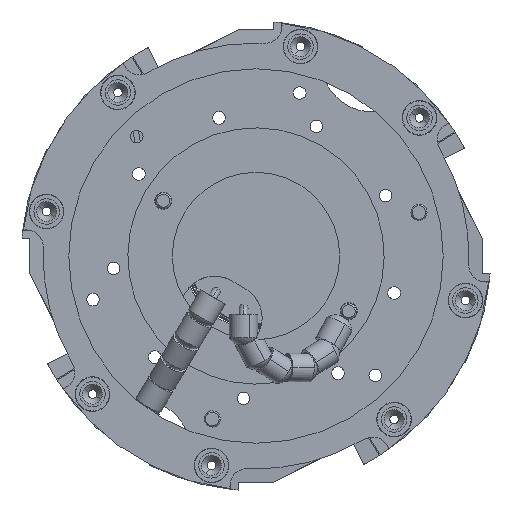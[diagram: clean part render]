
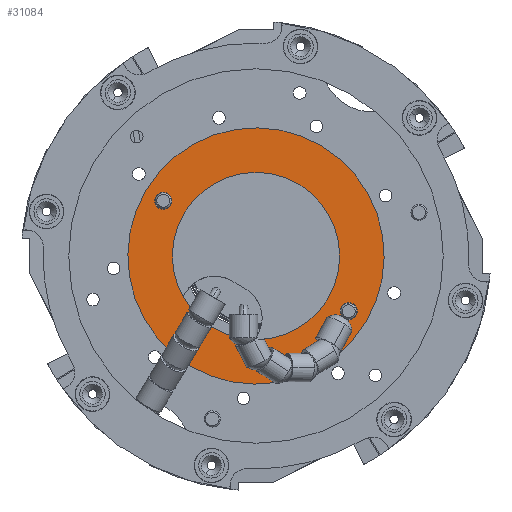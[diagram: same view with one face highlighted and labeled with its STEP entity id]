
A CAD part, front view. The second image highlights one B-rep face of the part: STEP entity #31084.
In plain terms, the highlighted planar face has unit normal (0, -1, 0).
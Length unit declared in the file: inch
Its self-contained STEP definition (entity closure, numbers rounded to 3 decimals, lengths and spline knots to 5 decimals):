
#533 = CARTESIAN_POINT ( 'NONE',  ( 0.35971, -0.06, -0.17773 ) ) ;
#1084 = CARTESIAN_POINT ( 'NONE',  ( -0.24294, -0.06, -0.40817 ) ) ;
#1117 = CARTESIAN_POINT ( 'NONE',  ( 0.24294, -0.06, 0.40817 ) ) ;
#1124 = CARTESIAN_POINT ( 'NONE',  ( -0.35971, -0.06, 0.17773 ) ) ;
#1130 = CARTESIAN_POINT ( 'NONE',  ( 0.32774, -0.06, -0.23143 ) ) ;
#1135 = CARTESIAN_POINT ( 'NONE',  ( -0.15855, -0.06, -0.26639 ) ) ;
#1158 = CARTESIAN_POINT ( 'NONE',  ( -0.32774, -0.06, 0.23143 ) ) ;
#1189 = CARTESIAN_POINT ( 'NONE',  ( 0.15855, -0.06, 0.26639 ) ) ;
#3813 = CARTESIAN_POINT ( 'NONE',  ( 0., -0.06, 0. ) ) ;
#3820 = DIRECTION ( 'NONE',  ( 0., -1., 0. ) ) ;
#3821 = DIRECTION ( 'NONE',  ( 0.511, 0., 0.859 ) ) ;
#3834 = CARTESIAN_POINT ( 'NONE',  ( 0., -0.06, 0. ) ) ;
#3835 = DIRECTION ( 'NONE',  ( 0., -1., 0. ) ) ;
#3836 = DIRECTION ( 'NONE',  ( 0.511, 0., 0.859 ) ) ;
#3837 = CARTESIAN_POINT ( 'NONE',  ( -0.34373, -0.06, 0.20458 ) ) ;
#3839 = DIRECTION ( 'NONE',  ( 0., -1., 0. ) ) ;
#3840 = DIRECTION ( 'NONE',  ( 0.511, 0., 0.859 ) ) ;
#3841 = CARTESIAN_POINT ( 'NONE',  ( -0.34373, -0.06, 0.20458 ) ) ;
#3843 = DIRECTION ( 'NONE',  ( 0., -1., 0. ) ) ;
#3844 = DIRECTION ( 'NONE',  ( 0.511, 0., 0.859 ) ) ;
#3847 = CARTESIAN_POINT ( 'NONE',  ( 0., -0.06, 0. ) ) ;
#3848 = DIRECTION ( 'NONE',  ( 0., -1., 0. ) ) ;
#3849 = DIRECTION ( 'NONE',  ( 0.511, 0., 0.859 ) ) ;
#3850 = CARTESIAN_POINT ( 'NONE',  ( 0.34373, -0.06, -0.20458 ) ) ;
#3853 = CARTESIAN_POINT ( 'NONE',  ( 0.34373, -0.06, -0.20458 ) ) ;
#3855 = DIRECTION ( 'NONE',  ( 0., -1., 0. ) ) ;
#3856 = DIRECTION ( 'NONE',  ( 0.511, 0., 0.859 ) ) ;
#3860 = DIRECTION ( 'NONE',  ( 0., -1., 0. ) ) ;
#3861 = DIRECTION ( 'NONE',  ( 0.511, 0., 0.859 ) ) ;
#3890 = CARTESIAN_POINT ( 'NONE',  ( 0., -0.06, 0. ) ) ;
#3898 = DIRECTION ( 'NONE',  ( 0., -1., 0. ) ) ;
#3899 = DIRECTION ( 'NONE',  ( 0.511, 0., 0.859 ) ) ;
#6099 = VERTEX_POINT ( 'NONE', #533 ) ;
#6114 = VERTEX_POINT ( 'NONE', #1189 ) ;
#6120 = VERTEX_POINT ( 'NONE', #1158 ) ;
#6127 = VERTEX_POINT ( 'NONE', #1135 ) ;
#6129 = VERTEX_POINT ( 'NONE', #1130 ) ;
#6132 = VERTEX_POINT ( 'NONE', #1124 ) ;
#6136 = VERTEX_POINT ( 'NONE', #1117 ) ;
#6150 = VERTEX_POINT ( 'NONE', #1084 ) ;
#18255 = AXIS2_PLACEMENT_3D ( 'NONE', #28807, #28894, #28895 ) ;
#20463 = FACE_OUTER_BOUND ( 'NONE', #44018, .T. ) ;
#20472 = FACE_BOUND ( 'NONE', #44013, .T. ) ;
#20474 = FACE_BOUND ( 'NONE', #44090, .T. ) ;
#20476 = FACE_BOUND ( 'NONE', #44012, .T. ) ;
#28807 = CARTESIAN_POINT ( 'NONE',  ( 0., -0.06, 0. ) ) ;
#28883 = PLANE ( 'NONE',  #18255 ) ;
#28894 = DIRECTION ( 'NONE',  ( 0., 1., 0. ) ) ;
#28895 = DIRECTION ( 'NONE',  ( 0.511, 0., 0.859 ) ) ;
#29793 = ORIENTED_EDGE ( 'NONE', *, *, #41345, .F. ) ;
#30023 = ORIENTED_EDGE ( 'NONE', *, *, #41343, .F. ) ;
#30025 = ORIENTED_EDGE ( 'NONE', *, *, #41349, .F. ) ;
#30026 = ORIENTED_EDGE ( 'NONE', *, *, #41366, .F. ) ;
#30027 = ORIENTED_EDGE ( 'NONE', *, *, #41336, .F. ) ;
#30050 = ORIENTED_EDGE ( 'NONE', *, *, #41351, .F. ) ;
#30089 = ORIENTED_EDGE ( 'NONE', *, *, #41347, .T. ) ;
#30090 = ORIENTED_EDGE ( 'NONE', *, *, #41341, .T. ) ;
#31084 = ADVANCED_FACE ( 'NONE', ( #20463, #20472, #20474, #20476 ), #28883, .F. ) ;
#33917 = AXIS2_PLACEMENT_3D ( 'NONE', #3834, #3835, #3836 ) ;
#33918 = AXIS2_PLACEMENT_3D ( 'NONE', #3813, #3820, #3821 ) ;
#33923 = AXIS2_PLACEMENT_3D ( 'NONE', #3847, #3848, #3849 ) ;
#33925 = AXIS2_PLACEMENT_3D ( 'NONE', #3837, #3839, #3840 ) ;
#33926 = AXIS2_PLACEMENT_3D ( 'NONE', #3841, #3843, #3844 ) ;
#33927 = AXIS2_PLACEMENT_3D ( 'NONE', #3853, #3855, #3856 ) ;
#33929 = AXIS2_PLACEMENT_3D ( 'NONE', #3850, #3860, #3861 ) ;
#33941 = AXIS2_PLACEMENT_3D ( 'NONE', #3890, #3898, #3899 ) ;
#41336 = EDGE_CURVE ( 'NONE', #6114, #6127, #45434, .T. ) ;
#41341 = EDGE_CURVE ( 'NONE', #6136, #6150, #45440, .T. ) ;
#41343 = EDGE_CURVE ( 'NONE', #6120, #6132, #45443, .T. ) ;
#41345 = EDGE_CURVE ( 'NONE', #6132, #6120, #45445, .T. ) ;
#41347 = EDGE_CURVE ( 'NONE', #6150, #6136, #45448, .T. ) ;
#41349 = EDGE_CURVE ( 'NONE', #6129, #6099, #45451, .T. ) ;
#41351 = EDGE_CURVE ( 'NONE', #6099, #6129, #45453, .T. ) ;
#41366 = EDGE_CURVE ( 'NONE', #6127, #6114, #45474, .T. ) ;
#44012 = EDGE_LOOP ( 'NONE', ( #30023, #29793 ) ) ;
#44013 = EDGE_LOOP ( 'NONE', ( #30050, #30025 ) ) ;
#44018 = EDGE_LOOP ( 'NONE', ( #30090, #30089 ) ) ;
#44090 = EDGE_LOOP ( 'NONE', ( #30026, #30027 ) ) ;
#45434 = CIRCLE ( 'NONE', #33918, 0.31 ) ;
#45440 = CIRCLE ( 'NONE', #33917, 0.475 ) ;
#45443 = CIRCLE ( 'NONE', #33925, 0.03125 ) ;
#45445 = CIRCLE ( 'NONE', #33926, 0.03125 ) ;
#45448 = CIRCLE ( 'NONE', #33923, 0.475 ) ;
#45451 = CIRCLE ( 'NONE', #33927, 0.03125 ) ;
#45453 = CIRCLE ( 'NONE', #33929, 0.03125 ) ;
#45474 = CIRCLE ( 'NONE', #33941, 0.31 ) ;
